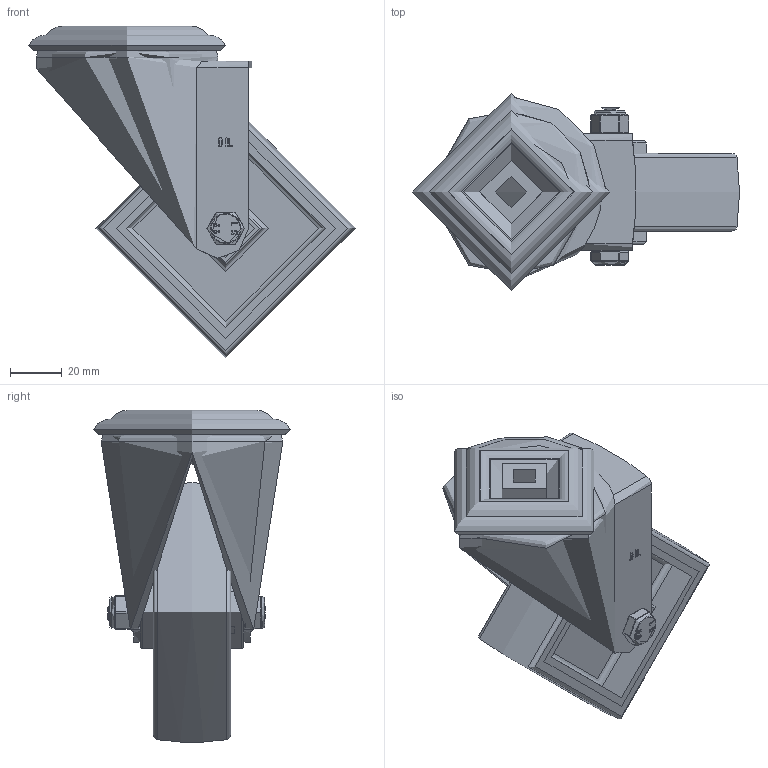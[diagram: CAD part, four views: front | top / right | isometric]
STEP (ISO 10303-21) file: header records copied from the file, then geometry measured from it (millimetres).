
FILE_DESCRIPTION(/* description */ ('','CAx-IF Rec.Pracs.---Representation and Presentation of Product Manufacturing Information (PMI)---4.0---2014-10-13'),/* implementation_level */ '2;1');
FILE_NAME(/* name */ 'BZMM100PNBBH12.step',/* time_stamp */ '2024-12-16T10:19:26Z',/* author */ (''),/* organization */ (''),/* preprocessor_version */ 'ST-DEVELOPER v20',/* originating_system */ 'Autodesk Translation Framework v13.20.0.188',/* authorisation */ '');
FILE_SCHEMA (('AP242_MANAGED_MODEL_BASED_3D_ENGINEERING_MIM_LF { 1 0 10303 442 1 1 4 }'));
Length unit declared in the file: millimetre
Products named in the file (21): BZMM100PNBBH12; BZMM100ASBH12 v1; ZINC PLATED PRESSED STEEL HEAD; ZINC PLATED, PRESSED STEEL FORKS; BZMM100WPNRB v1; NYLON RIM; NYLON RIM Geometry; CAP; ROLLER BEARING; Pattern; Component4; CAGE; POLYURETHANE TYRE; TUBEM12X40 v1; ZINC PLATED STEEL TUBE; HEXBOLTM8X55Z8.8 v2; GRADE 8.8 ZINC PLATED BOLT; NYLOCM8Z v1; NYLOC NUT; NUT; RUBBER
Assembly tree (27 placements, depth 5):
  BZMM100PNBBH12
    BZMM100ASBH12 v1
      ZINC PLATED PRESSED STEEL HEAD
      ZINC PLATED, PRESSED STEEL FORKS
    BZMM100WPNRB v1
      NYLON RIM
        NYLON RIM Geometry
        CAP
      ROLLER BEARING
        Pattern
          Component4  x8
        CAGE
      POLYURETHANE TYRE
    TUBEM12X40 v1
      ZINC PLATED STEEL TUBE
    HEXBOLTM8X55Z8.8 v2
      GRADE 8.8 ZINC PLATED BOLT
    NYLOCM8Z v1
      NYLOC NUT
        NUT
        RUBBER
Bounding box: 126 x 76 x 127.89 mm (x, y, z)
Volume: 188751.3 mm3; surface area: 107233.8 mm2
Topology: 18 solids, 18 shells, 439 faces, 1040 edges, 646 vertices
Faces by surface type: plane 180, cylinder 158, bspline 39, torus 30, sphere 24, cone 8
Full cylindrical faces by diameter (mm): 0.664 x2, 3.9 x8, 6.446 x7, 7.866 x13, 8 x3, 8.2 x2, 8.4 x1, 8.6 x2, 11.5 x1, 11.9 x1, 12.1 x1, 12.2 x1, 12.5 x1, 13 x2, 19.5 x1, 20.5 x1, 21.313 x1, 22.4 x1, 22.5 x1, 24 x3, 28 x2, 38 x1, 49.5 x1, 65 x1, 70 x1, 72 x1, 76.5 x2, 84.5 x2
Entity records: 18678 total; most frequent: CARTESIAN_POINT 8398, DIRECTION 2044, ORIENTED_EDGE 2026, EDGE_CURVE 1013, AXIS2_PLACEMENT_3D 785, VERTEX_POINT 632, LINE 474, VECTOR 474
